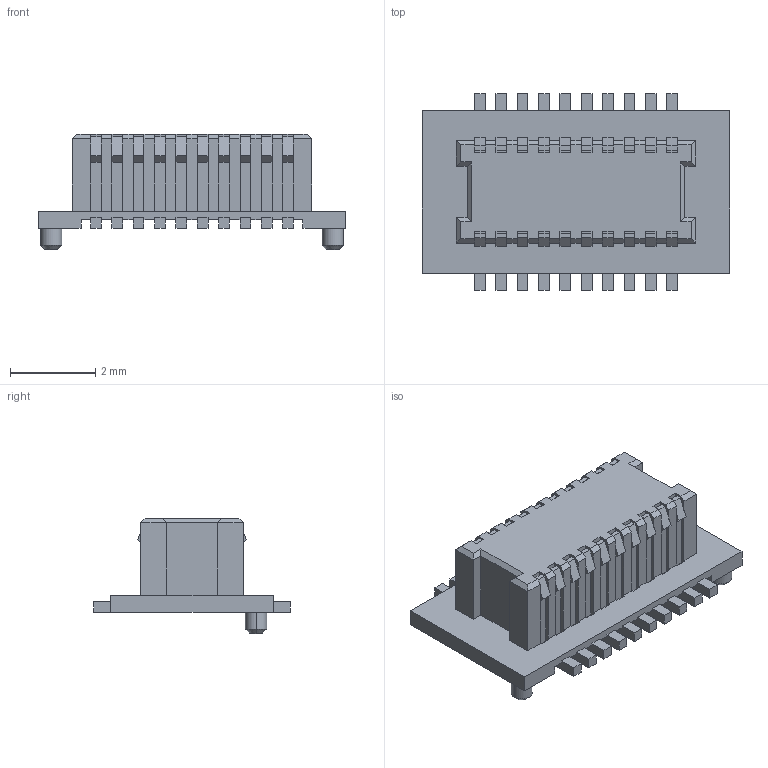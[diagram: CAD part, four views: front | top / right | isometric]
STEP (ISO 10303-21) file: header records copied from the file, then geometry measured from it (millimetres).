
FILE_DESCRIPTION (( 'STEP AP214' ), '1' );
FILE_NAME ('User Library-DF12A(3.0)-xxDS-0.5V.STEP', '2017-09-14T13:48:27', ( 'Windows User' ), ( '' ), 'SwSTEP 2.0', 'SolidWorks 2017', '' );
FILE_SCHEMA (( 'AUTOMOTIVE_DESIGN' ));
Length unit declared in the file: millimetre
Products named in the file (1): User Library-DF12A(3.0)-xxDS-0.5V
Bounding box: 7.2 x 4.6 x 2.7 mm (x, y, z)
Volume: 30.8 mm3; surface area: 142.3 mm2
Topology: 1 solids, 1 shells, 545 faces, 1524 edges, 984 vertices
Faces by surface type: plane 537, cone 4, cylinder 4
Entity records: 23051 total; most frequent: CARTESIAN_POINT 3054, ORIENTED_EDGE 3048, DIRECTION 2628, EDGE_CURVE 1524, LINE 1512, VECTOR 1512, VERTEX_POINT 984, AXIS2_PLACEMENT_3D 558
